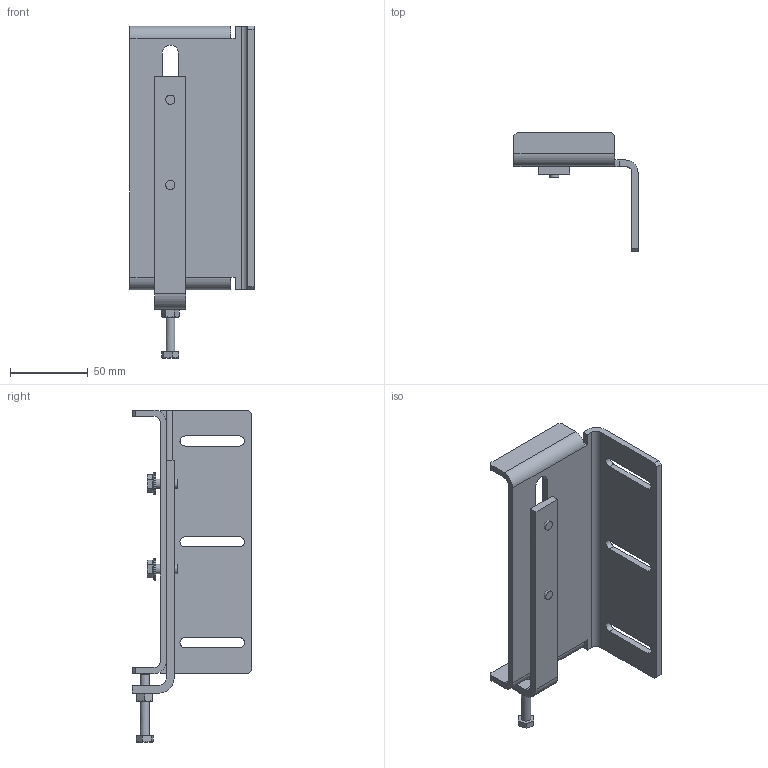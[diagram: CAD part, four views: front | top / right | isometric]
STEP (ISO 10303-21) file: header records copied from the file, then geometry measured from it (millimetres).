
FILE_DESCRIPTION(/* description */ (''),/* implementation_level */ '2;1');
FILE_NAME(/* name */ '6FB1104-0AT05-0AS5_3d.stp',/* time_stamp */ '2017-12-21T10:58:54+01:00',/* author */ ('Naepfel'),/* organization */ ('Siemens AG'),/* preprocessor_version */ 'ST-DEVELOPER v16',/* originating_system */ 'SIEMENS PLM Software NX 10.0',/* authorisation */ '');
FILE_SCHEMA (('AUTOMOTIVE_DESIGN { 1 0 10303 214 3 1 1 1 }'));
Length unit declared in the file: millimetre
Products named in the file (4): A5E43806561A_001; A5E43806552A_001; A5E43775862A_001; A5E43775857A_001
Assembly tree (3 placements, depth 2):
  A5E43775857A_001
    A5E43775862A_001
    A5E43806552A_001
    A5E43806561A_001
Bounding box: 80 x 77 x 214 mm (x, y, z)
Volume: 108970.1 mm3; surface area: 60623.8 mm2
Topology: 4 solids, 5 shells, 129 faces, 320 edges, 206 vertices
Faces by surface type: plane 77, cylinder 25, cone 25, torus 2
Full cylindrical faces by diameter (mm): 5 x2, 6 x5, 14.2 x2
Entity records: 4317 total; most frequent: CARTESIAN_POINT 836, ORIENTED_EDGE 582, DIRECTION 574, EDGE_CURVE 291, AXIS2_PLACEMENT_3D 209, VERTEX_POINT 195, EDGE_LOOP 166, LINE 156
